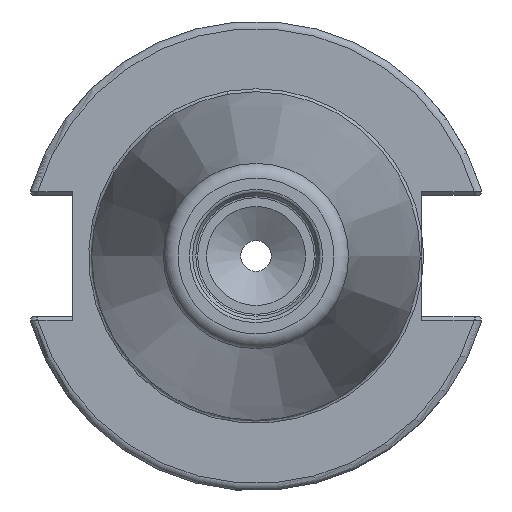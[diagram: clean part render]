
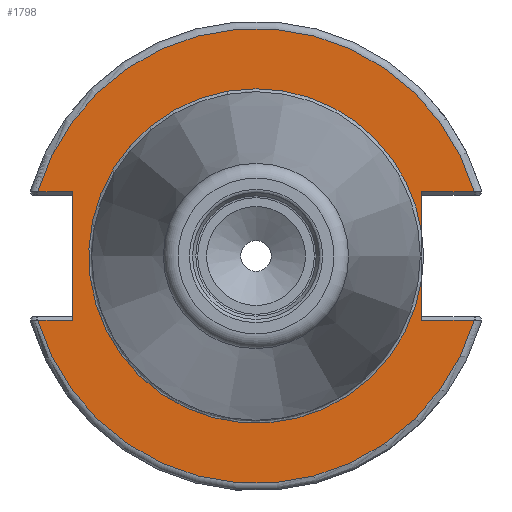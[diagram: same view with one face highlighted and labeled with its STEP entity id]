
A CAD part, left-side view. The second image highlights one B-rep face of the part: STEP entity #1798.
In plain terms, the highlighted planar face has unit normal (-1, 0, 0).
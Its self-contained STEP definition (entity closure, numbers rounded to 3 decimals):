
#70=PLANE('',#1946);
#229=FACE_OUTER_BOUND('',#341,.T.);
#341=EDGE_LOOP('',(#1380,#1381,#1382,#1383,#1384,#1385,#1386,#1387,#1388,
#1389,#1390));
#451=LINE('',#3038,#572);
#458=LINE('',#3160,#579);
#459=LINE('',#3164,#580);
#460=LINE('',#3166,#581);
#461=LINE('',#3168,#582);
#462=LINE('',#3172,#583);
#463=LINE('',#3174,#584);
#572=VECTOR('',#2209,10.);
#579=VECTOR('',#2220,10.);
#580=VECTOR('',#2223,10.);
#581=VECTOR('',#2224,10.);
#582=VECTOR('',#2225,10.);
#583=VECTOR('',#2228,10.);
#584=VECTOR('',#2229,10.);
#688=CIRCLE('',#1947,30.775);
#689=CIRCLE('',#1948,30.775);
#690=CIRCLE('',#1949,22.625);
#691=CIRCLE('',#1950,22.625);
#799=VERTEX_POINT('',#3035);
#800=VERTEX_POINT('',#3037);
#808=VERTEX_POINT('',#3159);
#809=VERTEX_POINT('',#3161);
#810=VERTEX_POINT('',#3163);
#811=VERTEX_POINT('',#3165);
#812=VERTEX_POINT('',#3167);
#813=VERTEX_POINT('',#3169);
#814=VERTEX_POINT('',#3171);
#815=VERTEX_POINT('',#3173);
#816=VERTEX_POINT('',#3175);
#1005=EDGE_CURVE('',#799,#800,#451,.T.);
#1017=EDGE_CURVE('',#808,#800,#458,.T.);
#1018=EDGE_CURVE('',#809,#799,#688,.T.);
#1019=EDGE_CURVE('',#810,#809,#459,.T.);
#1020=EDGE_CURVE('',#810,#811,#460,.T.);
#1021=EDGE_CURVE('',#812,#811,#461,.T.);
#1022=EDGE_CURVE('',#813,#812,#689,.T.);
#1023=EDGE_CURVE('',#814,#813,#462,.T.);
#1024=EDGE_CURVE('',#814,#815,#463,.T.);
#1025=EDGE_CURVE('',#815,#816,#690,.T.);
#1026=EDGE_CURVE('',#816,#808,#691,.T.);
#1380=ORIENTED_EDGE('',*,*,#1017,.T.);
#1381=ORIENTED_EDGE('',*,*,#1005,.F.);
#1382=ORIENTED_EDGE('',*,*,#1018,.F.);
#1383=ORIENTED_EDGE('',*,*,#1019,.F.);
#1384=ORIENTED_EDGE('',*,*,#1020,.T.);
#1385=ORIENTED_EDGE('',*,*,#1021,.F.);
#1386=ORIENTED_EDGE('',*,*,#1022,.F.);
#1387=ORIENTED_EDGE('',*,*,#1023,.F.);
#1388=ORIENTED_EDGE('',*,*,#1024,.T.);
#1389=ORIENTED_EDGE('',*,*,#1025,.T.);
#1390=ORIENTED_EDGE('',*,*,#1026,.T.);
#1798=ADVANCED_FACE('',(#229),#70,.T.);
#1946=AXIS2_PLACEMENT_3D('',#3158,#2218,#2219);
#1947=AXIS2_PLACEMENT_3D('',#3162,#2221,#2222);
#1948=AXIS2_PLACEMENT_3D('',#3170,#2226,#2227);
#1949=AXIS2_PLACEMENT_3D('',#3176,#2230,#2231);
#1950=AXIS2_PLACEMENT_3D('',#3177,#2232,#2233);
#2209=DIRECTION('',(0.,1.,0.));
#2218=DIRECTION('center_axis',(-1.,0.,0.));
#2219=DIRECTION('ref_axis',(0.,0.,1.));
#2220=DIRECTION('',(0.,0.,1.));
#2221=DIRECTION('center_axis',(1.,0.,0.));
#2222=DIRECTION('ref_axis',(0.,0.,-1.));
#2223=DIRECTION('',(0.,1.,0.));
#2224=DIRECTION('',(0.,0.,-1.));
#2225=DIRECTION('',(0.,-1.,0.));
#2226=DIRECTION('center_axis',(1.,0.,0.));
#2227=DIRECTION('ref_axis',(0.,0.,-1.));
#2228=DIRECTION('',(0.,-1.,0.));
#2229=DIRECTION('',(0.,0.,1.));
#2230=DIRECTION('center_axis',(1.,0.,0.));
#2231=DIRECTION('ref_axis',(0.,0.,-1.));
#2232=DIRECTION('center_axis',(1.,0.,0.));
#2233=DIRECTION('ref_axis',(0.,0.,-1.));
#3035=CARTESIAN_POINT('',(1.,-29.523,8.69));
#3037=CARTESIAN_POINT('',(1.,-22.41,8.69));
#3038=CARTESIAN_POINT('',(1.,4.182,8.69));
#3158=CARTESIAN_POINT('Origin',(1.,30.775,0.));
#3159=CARTESIAN_POINT('',(1.,-22.41,3.112));
#3160=CARTESIAN_POINT('',(1.,-22.41,-4.095));
#3161=CARTESIAN_POINT('',(1.,29.523,8.69));
#3162=CARTESIAN_POINT('Origin',(1.,0.,0.));
#3163=CARTESIAN_POINT('',(1.,24.8,8.69));
#3164=CARTESIAN_POINT('',(1.,38.399,8.69));
#3165=CARTESIAN_POINT('',(1.,24.8,-8.69));
#3166=CARTESIAN_POINT('',(1.,24.8,4.095));
#3167=CARTESIAN_POINT('',(1.,29.523,-8.69));
#3168=CARTESIAN_POINT('',(1.,27.788,-8.69));
#3169=CARTESIAN_POINT('',(1.,-29.523,-8.69));
#3170=CARTESIAN_POINT('Origin',(1.,0.,0.));
#3171=CARTESIAN_POINT('',(1.,-22.41,-8.69));
#3172=CARTESIAN_POINT('',(1.,-6.591,-8.69));
#3173=CARTESIAN_POINT('',(1.,-22.41,-3.112));
#3174=CARTESIAN_POINT('',(1.,-22.41,-4.095));
#3175=CARTESIAN_POINT('',(1.,0.,22.625));
#3176=CARTESIAN_POINT('Origin',(1.,0.,0.));
#3177=CARTESIAN_POINT('Origin',(1.,0.,0.));
